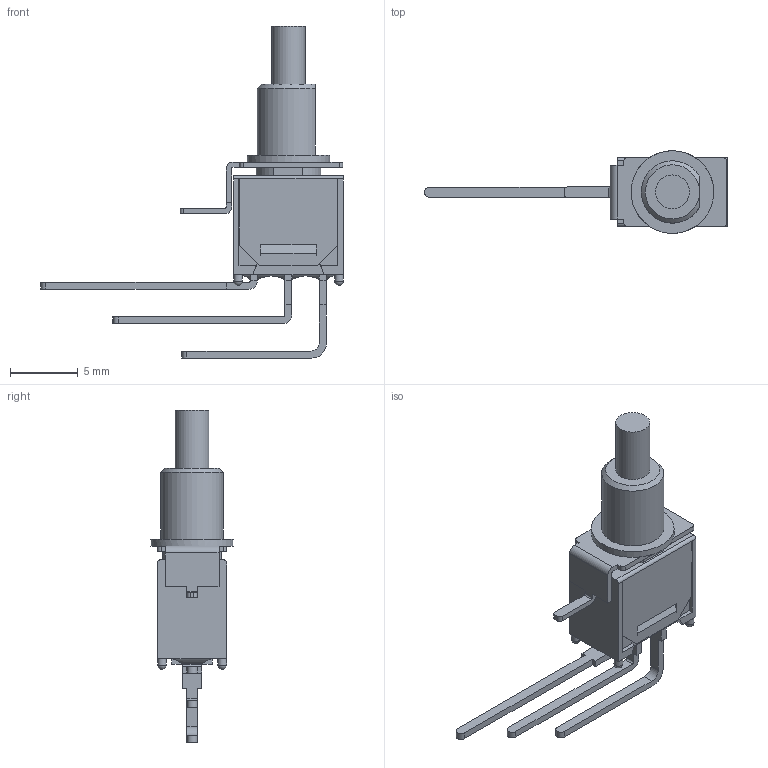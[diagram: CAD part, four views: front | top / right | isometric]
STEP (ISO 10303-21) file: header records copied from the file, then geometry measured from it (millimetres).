
FILE_DESCRIPTION((' '),'2;1');
FILE_NAME('800CSP1B6M7xE.stp','2017-08-02T10:51:11',(' '),(' '),' ','ACIS',' ');
FILE_SCHEMA(('CONFIG_CONTROL_DESIGN'));
Length unit declared in the file: inch
Products named in the file (1): 800CSP1B6M7xE.stp
Bounding box: 22.34 x 6.09 x 24.5 mm (x, y, z)
Volume: 336.9 mm3; surface area: 838.6 mm2
Topology: 1 solids, 2 shells, 182 faces, 495 edges, 316 vertices
Faces by surface type: plane 141, cylinder 36, sphere 4, cone 1
Full cylindrical faces by diameter (mm): 0.65 x4, 2.5 x1, 6.1 x1
Entity records: 5715 total; most frequent: CARTESIAN_POINT 1062, ORIENTED_EDGE 956, DIRECTION 914, EDGE_CURVE 478, VECTOR 388, LINE 388, VERTEX_POINT 309, AXIS2_PLACEMENT_3D 263
